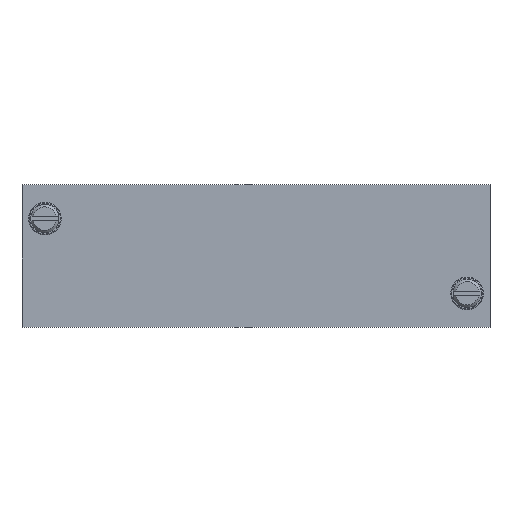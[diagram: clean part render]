
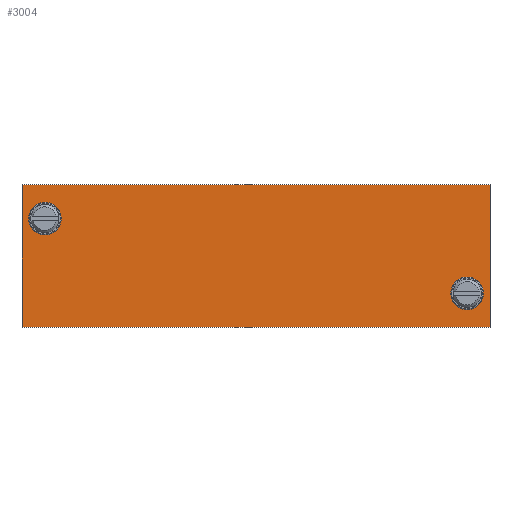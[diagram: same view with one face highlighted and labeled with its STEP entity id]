
A CAD part, top view. The second image highlights one B-rep face of the part: STEP entity #3004.
In plain terms, the highlighted planar face has unit normal (0, 0, 1).
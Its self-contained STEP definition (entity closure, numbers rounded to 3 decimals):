
#53=DIRECTION('',(0.,-1.,0.));
#54=VECTOR('',#53,30.5);
#55=CARTESIAN_POINT('',(-50.083,15.25,2.));
#56=LINE('',#55,#54);
#57=DIRECTION('',(-1.,0.,0.));
#58=VECTOR('',#57,100.167);
#59=CARTESIAN_POINT('',(50.083,15.25,2.));
#60=LINE('',#59,#58);
#61=DIRECTION('',(0.,1.,0.));
#62=VECTOR('',#61,30.5);
#63=CARTESIAN_POINT('',(50.083,-15.25,2.));
#64=LINE('',#63,#62);
#65=DIRECTION('',(1.,0.,0.));
#66=VECTOR('',#65,100.167);
#67=CARTESIAN_POINT('',(-50.083,-15.25,2.));
#68=LINE('',#67,#66);
#69=CARTESIAN_POINT('',(-45.183,8.,2.));
#70=DIRECTION('',(0.,0.,1.));
#71=DIRECTION('',(1.,0.,0.));
#72=AXIS2_PLACEMENT_3D('',#69,#70,#71);
#74=CARTESIAN_POINT('',(-45.183,8.,2.));
#75=DIRECTION('',(0.,0.,1.));
#76=DIRECTION('',(-1.,0.,0.));
#77=AXIS2_PLACEMENT_3D('',#74,#75,#76);
#79=CARTESIAN_POINT('',(45.183,-8.,2.));
#80=DIRECTION('',(0.,0.,1.));
#81=DIRECTION('',(1.,0.,0.));
#82=AXIS2_PLACEMENT_3D('',#79,#80,#81);
#84=CARTESIAN_POINT('',(45.183,-8.,2.));
#85=DIRECTION('',(0.,0.,1.));
#86=DIRECTION('',(-1.,0.,0.));
#87=AXIS2_PLACEMENT_3D('',#84,#85,#86);
#2433=CARTESIAN_POINT('',(-50.083,15.25,2.));
#2434=CARTESIAN_POINT('',(-50.083,-15.25,2.));
#2435=VERTEX_POINT('',#2433);
#2436=VERTEX_POINT('',#2434);
#2437=CARTESIAN_POINT('',(50.083,-15.25,2.));
#2438=VERTEX_POINT('',#2437);
#2439=CARTESIAN_POINT('',(50.083,15.25,2.));
#2440=VERTEX_POINT('',#2439);
#2453=CARTESIAN_POINT('',(-41.683,8.,2.));
#2454=CARTESIAN_POINT('',(-48.683,8.,2.));
#2455=VERTEX_POINT('',#2453);
#2456=VERTEX_POINT('',#2454);
#2473=CARTESIAN_POINT('',(48.683,-8.,2.));
#2474=CARTESIAN_POINT('',(41.683,-8.,2.));
#2475=VERTEX_POINT('',#2473);
#2476=VERTEX_POINT('',#2474);
#2981=CARTESIAN_POINT('',(0.,0.,2.));
#2982=DIRECTION('',(0.,0.,1.));
#2983=DIRECTION('',(1.,0.,0.));
#2984=AXIS2_PLACEMENT_3D('',#2981,#2982,#2983);
#2985=PLANE('',#2984);
#2986=ORIENTED_EDGE('',*,*,#2933,.F.);
#2987=ORIENTED_EDGE('',*,*,#2948,.F.);
#2988=ORIENTED_EDGE('',*,*,#2962,.F.);
#2989=ORIENTED_EDGE('',*,*,#2975,.F.);
#2990=EDGE_LOOP('',(#2986,#2987,#2988,#2989));
#2991=FACE_OUTER_BOUND('',#2990,.F.);
#2993=ORIENTED_EDGE('',*,*,#2992,.T.);
#2995=ORIENTED_EDGE('',*,*,#2994,.T.);
#2996=EDGE_LOOP('',(#2993,#2995));
#2997=FACE_BOUND('',#2996,.F.);
#2999=ORIENTED_EDGE('',*,*,#2998,.T.);
#3001=ORIENTED_EDGE('',*,*,#3000,.T.);
#3002=EDGE_LOOP('',(#2999,#3001));
#3003=FACE_BOUND('',#3002,.F.);
#3004=ADVANCED_FACE('',(#2991,#2997,#3003),#2985,.T.);
#73=CIRCLE('',#72,3.5);
#78=CIRCLE('',#77,3.5);
#83=CIRCLE('',#82,3.5);
#88=CIRCLE('',#87,3.5);
#2933=EDGE_CURVE('',#2435,#2436,#56,.T.);
#2948=EDGE_CURVE('',#2440,#2435,#60,.T.);
#2962=EDGE_CURVE('',#2438,#2440,#64,.T.);
#2975=EDGE_CURVE('',#2436,#2438,#68,.T.);
#2992=EDGE_CURVE('',#2455,#2456,#73,.T.);
#2994=EDGE_CURVE('',#2456,#2455,#78,.T.);
#2998=EDGE_CURVE('',#2475,#2476,#83,.T.);
#3000=EDGE_CURVE('',#2476,#2475,#88,.T.);
